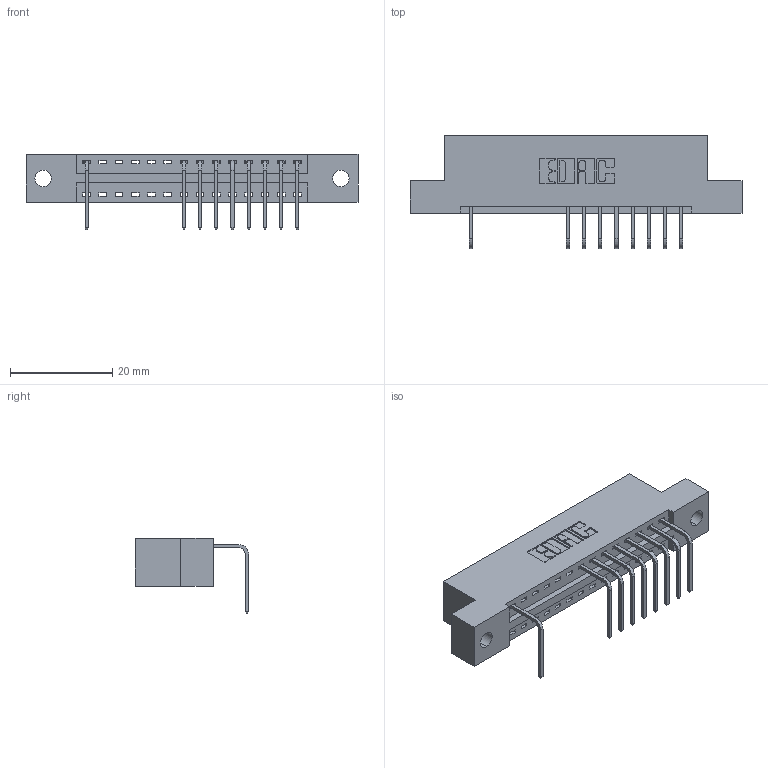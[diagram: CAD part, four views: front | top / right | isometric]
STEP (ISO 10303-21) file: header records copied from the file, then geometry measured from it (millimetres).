
FILE_DESCRIPTION (( 'STEP AP203' ), '1' );
FILE_NAME ('346-014-558-102.STEP', '2018-08-20T01:49:32', ( '' ), ( '' ), 'SwSTEP 2.0', 'SolidWorks 2016', '' );
FILE_SCHEMA (( 'CONFIG_CONTROL_DESIGN' ));
Length unit declared in the file: inch
Products named in the file (3): 346-014-558-102; 346 Part_Flush Mounting Lugs - 0.128 Dia; 345-292-001_558 Tail - 2
Assembly tree (10 placements, depth 2):
  346-014-558-102
    346 Part_Flush Mounting Lugs - 0.128 Dia
    345-292-001_558 Tail - 2  x9
Bounding box: 65.02 x 22.16 x 14.73 mm (x, y, z)
Volume: 5967.4 mm3; surface area: 6756.4 mm2
Topology: 10 solids, 10 shells, 722 faces, 2177 edges, 1438 vertices
Faces by surface type: plane 504, cylinder 218
Entity records: 12385 total; most frequent: CARTESIAN_POINT 2161, ORIENTED_EDGE 2114, DIRECTION 1935, EDGE_CURVE 1057, LINE 869, VECTOR 869, VERTEX_POINT 702, AXIS2_PLACEMENT_3D 533
